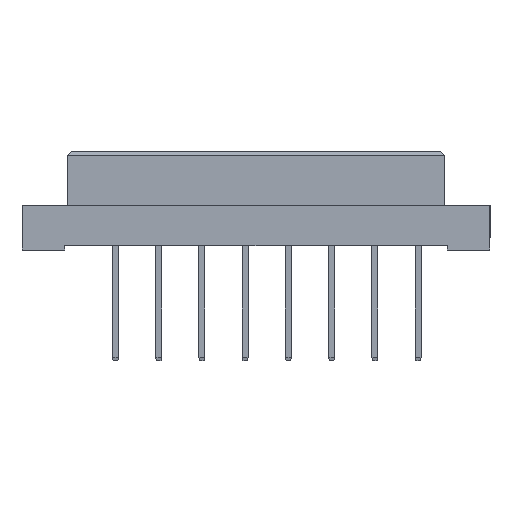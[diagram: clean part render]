
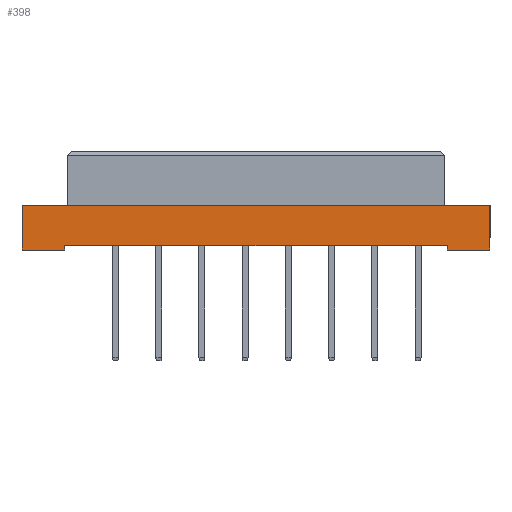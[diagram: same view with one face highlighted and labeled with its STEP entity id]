
A CAD part, top view. The second image highlights one B-rep face of the part: STEP entity #398.
In plain terms, the highlighted planar face has unit normal (0, 0, 1).
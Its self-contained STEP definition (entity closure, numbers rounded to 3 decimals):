
#398 = ADVANCED_FACE ( 'NONE', ( #862 ), #14537, .T. ) ;
#458 = EDGE_CURVE ( 'NONE', #19101, #5161, #14936, .T. ) ;
#862 = FACE_OUTER_BOUND ( 'NONE', #5325, .T. ) ;
#1207 = CARTESIAN_POINT ( 'NONE',  ( -27.5, -6.4, 5.3 ) ) ;
#1264 = DIRECTION ( 'NONE',  ( 1., 0., 0. ) ) ;
#1636 = VECTOR ( 'NONE', #8459, 1000. ) ;
#2126 = CARTESIAN_POINT ( 'NONE',  ( 27.5, -6.4, 5.3 ) ) ;
#2157 = EDGE_CURVE ( 'NONE', #16883, #4428, #11684, .T. ) ;
#2168 = EDGE_CURVE ( 'NONE', #8473, #13580, #13399, .T. ) ;
#3191 = VECTOR ( 'NONE', #1264, 1000. ) ;
#3502 = CARTESIAN_POINT ( 'NONE',  ( -22.5, -11.6, 5.3 ) ) ;
#3570 = CARTESIAN_POINT ( 'NONE',  ( 22.5, -11.6, 5.3 ) ) ;
#4395 = CARTESIAN_POINT ( 'NONE',  ( -27.5, -6.4, 5.3 ) ) ;
#4428 = VERTEX_POINT ( 'NONE', #19108 ) ;
#4590 = VECTOR ( 'NONE', #18254, 1000. ) ;
#4973 = CARTESIAN_POINT ( 'NONE',  ( 27.5, -11.6, 5.3 ) ) ;
#5161 = VERTEX_POINT ( 'NONE', #2126 ) ;
#5211 = CARTESIAN_POINT ( 'NONE',  ( -27.5, -11.6, 5.3 ) ) ;
#5325 = EDGE_LOOP ( 'NONE', ( #14218, #9644, #12654, #11973, #11170, #7837, #11831, #12058 ) ) ;
#6687 = DIRECTION ( 'NONE',  ( 0., 1., 0. ) ) ;
#6837 = VECTOR ( 'NONE', #7178, 1000. ) ;
#7040 = CARTESIAN_POINT ( 'NONE',  ( -27.5, -11.6, 5.3 ) ) ;
#7178 = DIRECTION ( 'NONE',  ( 0., 1., 0. ) ) ;
#7836 = EDGE_CURVE ( 'NONE', #17900, #8473, #18456, .T. ) ;
#7837 = ORIENTED_EDGE ( 'NONE', *, *, #12333, .T. ) ;
#8273 = DIRECTION ( 'NONE',  ( 1., 0., 0. ) ) ;
#8459 = DIRECTION ( 'NONE',  ( 1., 0., 0. ) ) ;
#8473 = VERTEX_POINT ( 'NONE', #17611 ) ;
#9355 = CARTESIAN_POINT ( 'NONE',  ( -22.5, -11.1, 5.3 ) ) ;
#9644 = ORIENTED_EDGE ( 'NONE', *, *, #2157, .T. ) ;
#10489 = DIRECTION ( 'NONE',  ( 0., -1., 0. ) ) ;
#11170 = ORIENTED_EDGE ( 'NONE', *, *, #13167, .F. ) ;
#11555 = EDGE_CURVE ( 'NONE', #4428, #5161, #15906, .T. ) ;
#11684 = LINE ( 'NONE', #14916, #1636 ) ;
#11747 = CARTESIAN_POINT ( 'NONE',  ( 22.5, -11.1, 5.3 ) ) ;
#11831 = ORIENTED_EDGE ( 'NONE', *, *, #2168, .F. ) ;
#11973 = ORIENTED_EDGE ( 'NONE', *, *, #458, .F. ) ;
#12006 = LINE ( 'NONE', #18062, #15800 ) ;
#12058 = ORIENTED_EDGE ( 'NONE', *, *, #7836, .F. ) ;
#12333 = EDGE_CURVE ( 'NONE', #19639, #13580, #19067, .T. ) ;
#12654 = ORIENTED_EDGE ( 'NONE', *, *, #11555, .T. ) ;
#13048 = CARTESIAN_POINT ( 'NONE',  ( -27.5, -11.6, 5.3 ) ) ;
#13116 = DIRECTION ( 'NONE',  ( 0., 0., 1. ) ) ;
#13167 = EDGE_CURVE ( 'NONE', #19639, #19101, #13240, .T. ) ;
#13240 = LINE ( 'NONE', #13048, #6837 ) ;
#13284 = VECTOR ( 'NONE', #6687, 1000. ) ;
#13399 = LINE ( 'NONE', #15002, #15529 ) ;
#13580 = VERTEX_POINT ( 'NONE', #3502 ) ;
#13946 = DIRECTION ( 'NONE',  ( 1., 0., 0. ) ) ;
#14218 = ORIENTED_EDGE ( 'NONE', *, *, #19964, .T. ) ;
#14537 = PLANE ( 'NONE',  #17716 ) ;
#14621 = DIRECTION ( 'NONE',  ( 0., -1., 0. ) ) ;
#14916 = CARTESIAN_POINT ( 'NONE',  ( -27.5, -11.6, 5.3 ) ) ;
#14936 = LINE ( 'NONE', #4395, #3191 ) ;
#15002 = CARTESIAN_POINT ( 'NONE',  ( -22.5, -11.1, 5.3 ) ) ;
#15529 = VECTOR ( 'NONE', #14621, 1000. ) ;
#15800 = VECTOR ( 'NONE', #10489, 1000. ) ;
#15906 = LINE ( 'NONE', #4973, #13284 ) ;
#16169 = VECTOR ( 'NONE', #13946, 1000. ) ;
#16883 = VERTEX_POINT ( 'NONE', #3570 ) ;
#17611 = CARTESIAN_POINT ( 'NONE',  ( -22.5, -11.1, 5.3 ) ) ;
#17716 = AXIS2_PLACEMENT_3D ( 'NONE', #7040, #13116, #8273 ) ;
#17900 = VERTEX_POINT ( 'NONE', #11747 ) ;
#18062 = CARTESIAN_POINT ( 'NONE',  ( 22.5, -11.1, 5.3 ) ) ;
#18254 = DIRECTION ( 'NONE',  ( -1., 0., 0. ) ) ;
#18456 = LINE ( 'NONE', #9355, #4590 ) ;
#19067 = LINE ( 'NONE', #5211, #16169 ) ;
#19101 = VERTEX_POINT ( 'NONE', #1207 ) ;
#19108 = CARTESIAN_POINT ( 'NONE',  ( 27.5, -11.6, 5.3 ) ) ;
#19639 = VERTEX_POINT ( 'NONE', #19892 ) ;
#19892 = CARTESIAN_POINT ( 'NONE',  ( -27.5, -11.6, 5.3 ) ) ;
#19964 = EDGE_CURVE ( 'NONE', #17900, #16883, #12006, .T. ) ;
